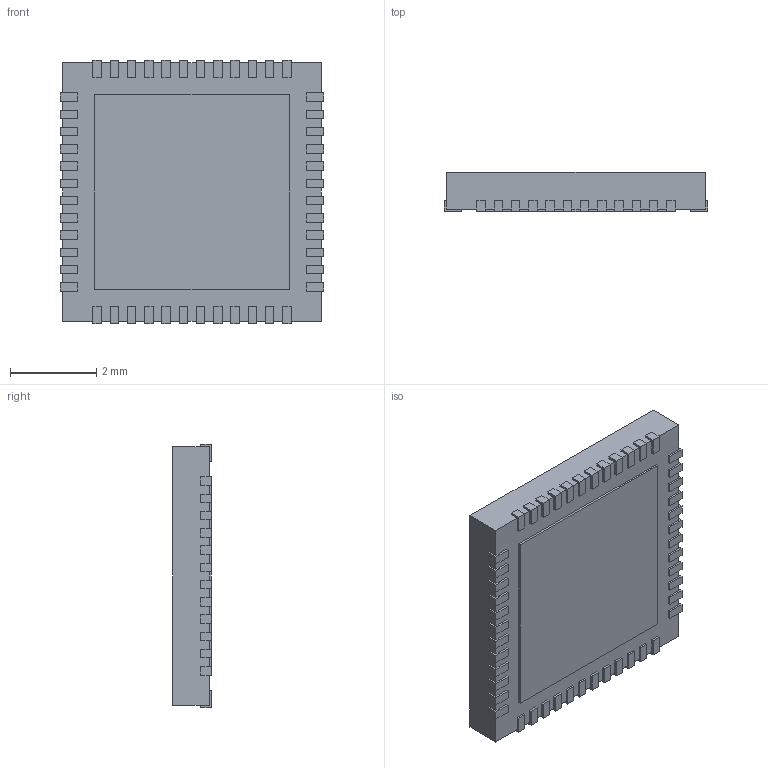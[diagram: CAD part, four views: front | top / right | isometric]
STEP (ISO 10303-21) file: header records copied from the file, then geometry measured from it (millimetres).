
FILE_DESCRIPTION (( 'STEP AP214' ), '1' );
FILE_NAME ( 'QFN49P40_600X600X90L40X20T450.STEP', '2017-11-13T11:48:08', ( '' ), ( '' ), 'Part was generated with the free Library Expert Lite available at www.PCBLibraries.com. Removing line will violate the End User License Agreement.', '©2017 PCB Libraries, Inc.', '' );
FILE_SCHEMA (( 'AUTOMOTIVE_DESIGN' ));
Length unit declared in the file: millimetre
Products named in the file (1): QFN49P40_600X600X90L40X20T450
Bounding box: 6.1 x 0.9 x 6.1 mm (x, y, z)
Volume: 31.9 mm3; surface area: 156.4 mm2
Topology: 50 solids, 50 shells, 404 faces, 906 edges, 604 vertices
Faces by surface type: plane 402, torus 2
Entity records: 12631 total; most frequent: CARTESIAN_POINT 1915, ORIENTED_EDGE 1812, DIRECTION 1722, EDGE_CURVE 906, VECTOR 900, LINE 900, VERTEX_POINT 604, STYLED_ITEM 450
